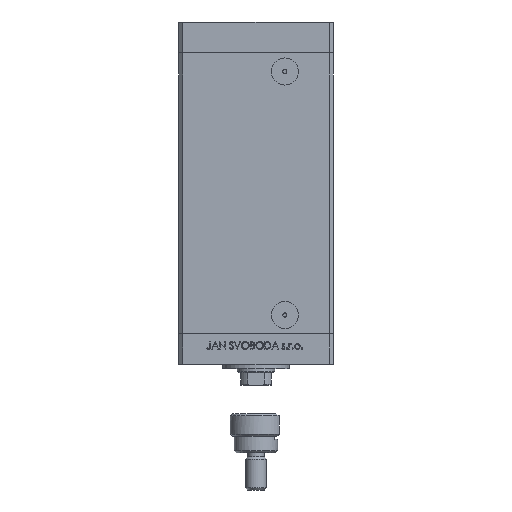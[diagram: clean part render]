
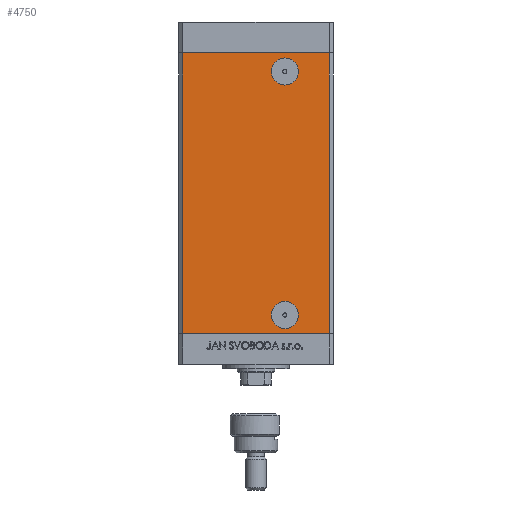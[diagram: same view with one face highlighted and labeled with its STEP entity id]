
A CAD part, front view. The second image highlights one B-rep face of the part: STEP entity #4750.
In plain terms, the highlighted planar face has unit normal (0, -1, 0).
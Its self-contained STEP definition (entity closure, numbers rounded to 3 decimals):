
#1190 = VERTEX_POINT ( 'NONE', #46739 ) ;
#1558 = CARTESIAN_POINT ( 'NONE',  ( 14., -32.5, 15.58 ) ) ;
#1601 = VERTEX_POINT ( 'NONE', #6040 ) ;
#2016 = EDGE_CURVE ( 'NONE', #26822, #2266, #19645, .T. ) ;
#2171 = DIRECTION ( 'NONE',  ( 0., 0., -1. ) ) ;
#2266 = VERTEX_POINT ( 'NONE', #38748 ) ;
#2669 = FACE_OUTER_BOUND ( 'NONE', #11329, .T. ) ;
#2676 = EDGE_CURVE ( 'NONE', #2266, #26822, #26269, .T. ) ;
#4494 = ORIENTED_EDGE ( 'NONE', *, *, #4845, .T. ) ;
#4685 = CARTESIAN_POINT ( 'NONE',  ( 35.5, -32.5, 0. ) ) ;
#4750 = ADVANCED_FACE ( 'NONE', ( #41488, #2669, #6267 ), #14251, .F. ) ;
#4814 = LINE ( 'NONE', #50845, #19970 ) ;
#4845 = EDGE_CURVE ( 'NONE', #29258, #32658, #39139, .T. ) ;
#6040 = CARTESIAN_POINT ( 'NONE',  ( -35.5, -32.5, 136. ) ) ;
#6267 = FACE_BOUND ( 'NONE', #26752, .T. ) ;
#6489 = CARTESIAN_POINT ( 'NONE',  ( 14., -32.5, 9. ) ) ;
#6595 = CARTESIAN_POINT ( 'NONE',  ( -35.5, -32.5, 136. ) ) ;
#7275 = DIRECTION ( 'NONE',  ( 0., 1., 0. ) ) ;
#7318 = CARTESIAN_POINT ( 'NONE',  ( 14., -32.5, 9. ) ) ;
#8480 = ORIENTED_EDGE ( 'NONE', *, *, #2676, .F. ) ;
#9270 = ORIENTED_EDGE ( 'NONE', *, *, #15115, .T. ) ;
#10393 = EDGE_CURVE ( 'NONE', #1601, #23353, #33081, .T. ) ;
#11329 = EDGE_LOOP ( 'NONE', ( #4494, #13890, #25952, #42405 ) ) ;
#12269 = AXIS2_PLACEMENT_3D ( 'NONE', #6489, #19283, #15671 ) ;
#12426 = CIRCLE ( 'NONE', #41137, 6.58 ) ;
#13890 = ORIENTED_EDGE ( 'NONE', *, *, #21768, .F. ) ;
#14058 = DIRECTION ( 'NONE',  ( 1., 0., 0. ) ) ;
#14251 = PLANE ( 'NONE',  #37802 ) ;
#15115 = EDGE_CURVE ( 'NONE', #34404, #1190, #19733, .T. ) ;
#15671 = DIRECTION ( 'NONE',  ( 0., 0., -1. ) ) ;
#15820 = CARTESIAN_POINT ( 'NONE',  ( -35.5, -32.5, 0. ) ) ;
#17355 = VECTOR ( 'NONE', #14058, 1000. ) ;
#18083 = AXIS2_PLACEMENT_3D ( 'NONE', #19069, #47045, #50405 ) ;
#19069 = CARTESIAN_POINT ( 'NONE',  ( 14., -32.5, 127. ) ) ;
#19188 = DIRECTION ( 'NONE',  ( 0., 1., 0. ) ) ;
#19283 = DIRECTION ( 'NONE',  ( 0., -1., 0. ) ) ;
#19645 = CIRCLE ( 'NONE', #12269, 6.58 ) ;
#19733 = CIRCLE ( 'NONE', #18083, 6.58 ) ;
#19970 = VECTOR ( 'NONE', #2171, 1000. ) ;
#21768 = EDGE_CURVE ( 'NONE', #23353, #32658, #4814, .T. ) ;
#22536 = DIRECTION ( 'NONE',  ( 0., 0., -1. ) ) ;
#22597 = EDGE_CURVE ( 'NONE', #1601, #29258, #41808, .T. ) ;
#23024 = DIRECTION ( 'NONE',  ( 0., 0., -1. ) ) ;
#23237 = VECTOR ( 'NONE', #49765, 1000. ) ;
#23353 = VERTEX_POINT ( 'NONE', #35842 ) ;
#25367 = CARTESIAN_POINT ( 'NONE',  ( -35.5, -32.5, 136. ) ) ;
#25952 = ORIENTED_EDGE ( 'NONE', *, *, #10393, .F. ) ;
#26128 = CARTESIAN_POINT ( 'NONE',  ( 14., -32.5, 127. ) ) ;
#26269 = CIRCLE ( 'NONE', #27071, 6.58 ) ;
#26752 = EDGE_LOOP ( 'NONE', ( #9270, #35048 ) ) ;
#26822 = VERTEX_POINT ( 'NONE', #1558 ) ;
#27071 = AXIS2_PLACEMENT_3D ( 'NONE', #7318, #30488, #23024 ) ;
#27850 = CARTESIAN_POINT ( 'NONE',  ( 14., -32.5, 120.42 ) ) ;
#29258 = VERTEX_POINT ( 'NONE', #15820 ) ;
#29939 = DIRECTION ( 'NONE',  ( 0., 0., 1. ) ) ;
#30458 = ORIENTED_EDGE ( 'NONE', *, *, #2016, .F. ) ;
#30488 = DIRECTION ( 'NONE',  ( 0., -1., 0. ) ) ;
#31191 = DIRECTION ( 'NONE',  ( 1., 0., 0. ) ) ;
#32658 = VERTEX_POINT ( 'NONE', #4685 ) ;
#33081 = LINE ( 'NONE', #25367, #17355 ) ;
#34404 = VERTEX_POINT ( 'NONE', #27850 ) ;
#35048 = ORIENTED_EDGE ( 'NONE', *, *, #49723, .T. ) ;
#35842 = CARTESIAN_POINT ( 'NONE',  ( 35.5, -32.5, 136. ) ) ;
#37802 = AXIS2_PLACEMENT_3D ( 'NONE', #38395, #7275, #29939 ) ;
#38395 = CARTESIAN_POINT ( 'NONE',  ( -35.5, -32.5, 136. ) ) ;
#38748 = CARTESIAN_POINT ( 'NONE',  ( 14., -32.5, 2.42 ) ) ;
#39139 = LINE ( 'NONE', #43764, #49277 ) ;
#41137 = AXIS2_PLACEMENT_3D ( 'NONE', #26128, #19188, #22536 ) ;
#41488 = FACE_BOUND ( 'NONE', #48909, .T. ) ;
#41808 = LINE ( 'NONE', #6595, #23237 ) ;
#42405 = ORIENTED_EDGE ( 'NONE', *, *, #22597, .T. ) ;
#43764 = CARTESIAN_POINT ( 'NONE',  ( -35.5, -32.5, 0. ) ) ;
#46739 = CARTESIAN_POINT ( 'NONE',  ( 14., -32.5, 133.58 ) ) ;
#47045 = DIRECTION ( 'NONE',  ( 0., 1., 0. ) ) ;
#48909 = EDGE_LOOP ( 'NONE', ( #8480, #30458 ) ) ;
#49277 = VECTOR ( 'NONE', #31191, 1000. ) ;
#49723 = EDGE_CURVE ( 'NONE', #1190, #34404, #12426, .T. ) ;
#49765 = DIRECTION ( 'NONE',  ( 0., 0., -1. ) ) ;
#50405 = DIRECTION ( 'NONE',  ( 0., 0., -1. ) ) ;
#50845 = CARTESIAN_POINT ( 'NONE',  ( 35.5, -32.5, 136. ) ) ;
